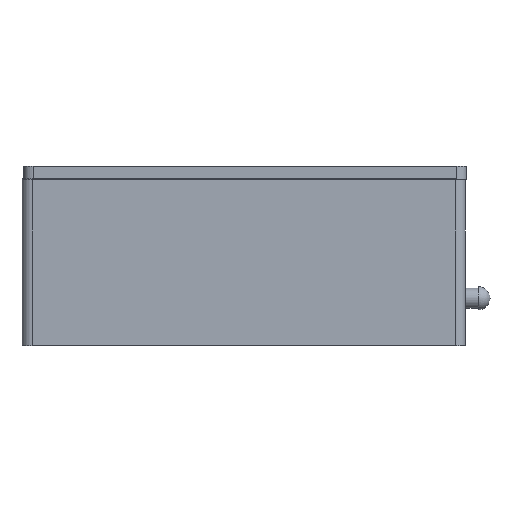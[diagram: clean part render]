
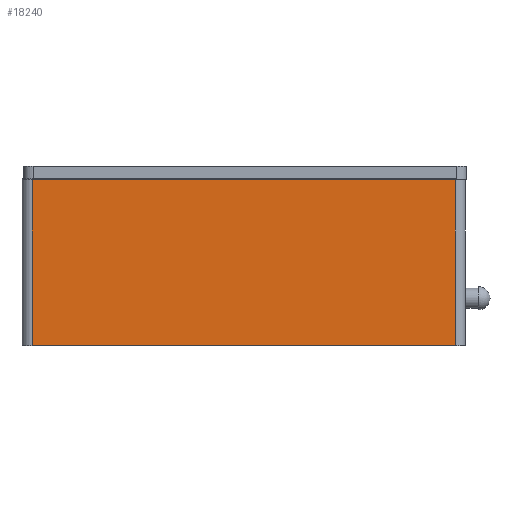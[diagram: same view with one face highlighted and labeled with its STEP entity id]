
A CAD part, left-side view. The second image highlights one B-rep face of the part: STEP entity #18240.
In plain terms, the highlighted planar face has unit normal (-1, 0, 0).
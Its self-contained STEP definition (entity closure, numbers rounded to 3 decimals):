
#1846=PLANE('',#19317);
#2361=FACE_OUTER_BOUND('',#3411,.T.);
#3411=EDGE_LOOP('',(#13754,#13755,#13756,#13757));
#4710=LINE('',#25916,#6356);
#4719=LINE('',#25936,#6365);
#4726=LINE('',#25959,#6372);
#4727=LINE('',#25961,#6373);
#6356=VECTOR('',#20541,10.);
#6365=VECTOR('',#20556,10.);
#6372=VECTOR('',#20579,10.);
#6373=VECTOR('',#20582,10.);
#8346=VERTEX_POINT('',#25913);
#8347=VERTEX_POINT('',#25915);
#8355=VERTEX_POINT('',#25935);
#8362=VERTEX_POINT('',#25955);
#10397=EDGE_CURVE('',#8346,#8347,#4710,.T.);
#10407=EDGE_CURVE('',#8355,#8347,#4719,.T.);
#10419=EDGE_CURVE('',#8355,#8362,#4726,.T.);
#10420=EDGE_CURVE('',#8362,#8346,#4727,.T.);
#13754=ORIENTED_EDGE('',*,*,#10397,.F.);
#13755=ORIENTED_EDGE('',*,*,#10420,.F.);
#13756=ORIENTED_EDGE('',*,*,#10419,.F.);
#13757=ORIENTED_EDGE('',*,*,#10407,.T.);
#18240=ADVANCED_FACE('',(#2361),#1846,.T.);
#19317=AXIS2_PLACEMENT_3D('',#25960,#20580,#20581);
#20541=DIRECTION('',(0.,0.,-1.));
#20556=DIRECTION('',(0.,-1.,0.));
#20579=DIRECTION('',(0.,0.,1.));
#20580=DIRECTION('center_axis',(-1.,0.,0.));
#20581=DIRECTION('ref_axis',(0.,-1.,0.));
#20582=DIRECTION('',(0.,-1.,0.));
#25913=CARTESIAN_POINT('',(5.,28.,50.));
#25915=CARTESIAN_POINT('',(5.,28.,0.));
#25916=CARTESIAN_POINT('',(5.,28.,0.));
#25935=CARTESIAN_POINT('',(5.,154.85,0.));
#25936=CARTESIAN_POINT('',(5.,157.85,0.));
#25955=CARTESIAN_POINT('',(5.,154.85,50.));
#25959=CARTESIAN_POINT('',(5.,154.85,0.));
#25960=CARTESIAN_POINT('Origin',(5.,157.85,0.));
#25961=CARTESIAN_POINT('',(5.,157.85,50.));
